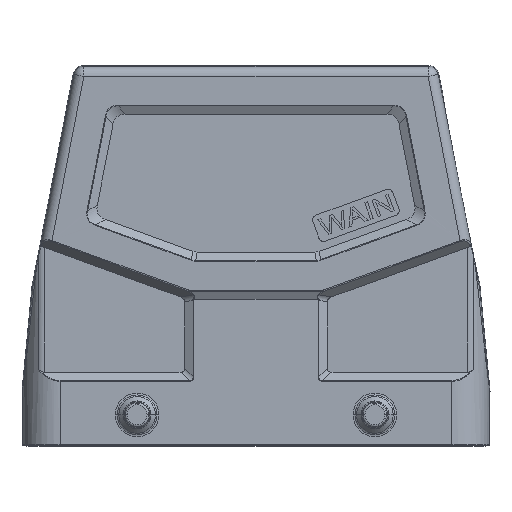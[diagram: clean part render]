
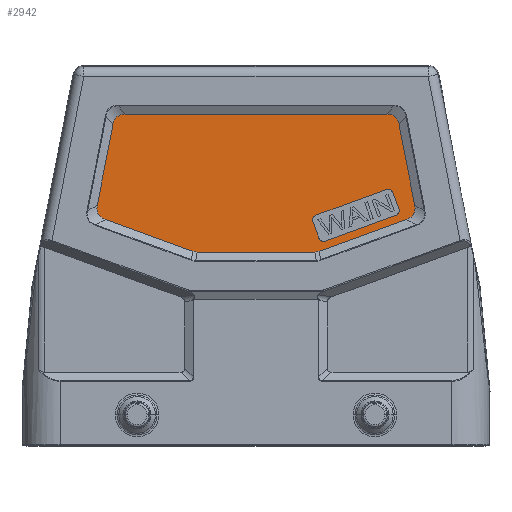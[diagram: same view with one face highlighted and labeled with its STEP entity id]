
A CAD part, top view. The second image highlights one B-rep face of the part: STEP entity #2942.
In plain terms, the highlighted planar face has unit normal (0, 0, 1).
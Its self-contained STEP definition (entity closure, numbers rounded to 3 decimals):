
#438=B_SPLINE_CURVE_WITH_KNOTS('',3,(#19053,#19054,#19055,#19056),
 .UNSPECIFIED.,.F.,.F.,(4,4),(0.,1.),.UNSPECIFIED.);
#439=B_SPLINE_CURVE_WITH_KNOTS('',3,(#19061,#19062,#19063,#19064),
 .UNSPECIFIED.,.F.,.F.,(4,4),(0.,1.),.UNSPECIFIED.);
#440=B_SPLINE_CURVE_WITH_KNOTS('',3,(#19068,#19069,#19070,#19071),
 .UNSPECIFIED.,.F.,.F.,(4,4),(0.,1.),.UNSPECIFIED.);
#441=B_SPLINE_CURVE_WITH_KNOTS('',3,(#19075,#19076,#19077,#19078),
 .UNSPECIFIED.,.F.,.F.,(4,4),(0.,1.),.UNSPECIFIED.);
#442=B_SPLINE_CURVE_WITH_KNOTS('',3,(#19082,#19083,#19084,#19085),
 .UNSPECIFIED.,.F.,.F.,(4,4),(0.,1.),.UNSPECIFIED.);
#443=B_SPLINE_CURVE_WITH_KNOTS('',3,(#19089,#19090,#19091,#19092),
 .UNSPECIFIED.,.F.,.F.,(4,4),(0.,1.),.UNSPECIFIED.);
#653=FACE_BOUND('',#4281,.T.);
#654=FACE_BOUND('',#4282,.T.);
#1343=LINE('',#19020,#2036);
#1347=LINE('',#19034,#2040);
#1352=LINE('',#19047,#2045);
#1354=LINE('',#19051,#2047);
#1355=LINE('',#19059,#2048);
#1356=LINE('',#19066,#2049);
#1357=LINE('',#19073,#2050);
#1358=LINE('',#19080,#2051);
#1359=LINE('',#19087,#2052);
#1360=LINE('',#19094,#2053);
#2036=VECTOR('',#13424,1.);
#2040=VECTOR('',#13438,1.);
#2045=VECTOR('',#13451,1.);
#2047=VECTOR('',#13457,1.);
#2048=VECTOR('',#13460,1.);
#2049=VECTOR('',#13461,1.);
#2050=VECTOR('',#13462,1.);
#2051=VECTOR('',#13463,1.);
#2052=VECTOR('',#13464,1.);
#2053=VECTOR('',#13465,1.);
#2434=PLANE('',#11287);
#2942=ADVANCED_FACE('',(#653,#654),#2434,.F.);
#4281=EDGE_LOOP('',(#6562,#6563,#6564,#6565,#6566,#6567,#6568,#6569,#6570));
#4282=EDGE_LOOP('',(#6571,#6572,#6573,#6574,#6575,#6576,#6577,#6578,#6579,
#6580,#6581,#6582));
#6562=ORIENTED_EDGE('',*,*,#9634,.T.);
#6563=ORIENTED_EDGE('',*,*,#9653,.T.);
#6564=ORIENTED_EDGE('',*,*,#9651,.T.);
#6565=ORIENTED_EDGE('',*,*,#9646,.T.);
#6566=ORIENTED_EDGE('',*,*,#9642,.T.);
#6567=ORIENTED_EDGE('',*,*,#9645,.T.);
#6568=ORIENTED_EDGE('',*,*,#9639,.T.);
#6569=ORIENTED_EDGE('',*,*,#9638,.T.);
#6570=ORIENTED_EDGE('',*,*,#9655,.T.);
#6571=ORIENTED_EDGE('',*,*,#9656,.F.);
#6572=ORIENTED_EDGE('',*,*,#9657,.F.);
#6573=ORIENTED_EDGE('',*,*,#9658,.F.);
#6574=ORIENTED_EDGE('',*,*,#9659,.F.);
#6575=ORIENTED_EDGE('',*,*,#9660,.F.);
#6576=ORIENTED_EDGE('',*,*,#9661,.F.);
#6577=ORIENTED_EDGE('',*,*,#9662,.F.);
#6578=ORIENTED_EDGE('',*,*,#9663,.F.);
#6579=ORIENTED_EDGE('',*,*,#9664,.F.);
#6580=ORIENTED_EDGE('',*,*,#9665,.F.);
#6581=ORIENTED_EDGE('',*,*,#9666,.F.);
#6582=ORIENTED_EDGE('',*,*,#9667,.F.);
#8273=VERTEX_POINT('',#19001);
#8277=VERTEX_POINT('',#19008);
#8278=VERTEX_POINT('',#19012);
#8281=VERTEX_POINT('',#19017);
#8282=VERTEX_POINT('',#19021);
#8284=VERTEX_POINT('',#19027);
#8285=VERTEX_POINT('',#19028);
#8287=VERTEX_POINT('',#19035);
#8289=VERTEX_POINT('',#19041);
#8291=VERTEX_POINT('',#19057);
#8292=VERTEX_POINT('',#19058);
#8293=VERTEX_POINT('',#19060);
#8294=VERTEX_POINT('',#19065);
#8295=VERTEX_POINT('',#19067);
#8296=VERTEX_POINT('',#19072);
#8297=VERTEX_POINT('',#19074);
#8298=VERTEX_POINT('',#19079);
#8299=VERTEX_POINT('',#19081);
#8300=VERTEX_POINT('',#19086);
#8301=VERTEX_POINT('',#19088);
#8302=VERTEX_POINT('',#19093);
#9634=EDGE_CURVE('',#8273,#8277,#10487,.T.);
#9638=EDGE_CURVE('',#8278,#8281,#10489,.T.);
#9639=EDGE_CURVE('',#8282,#8278,#1343,.T.);
#9642=EDGE_CURVE('',#8284,#8285,#10490,.T.);
#9645=EDGE_CURVE('',#8285,#8282,#10492,.T.);
#9646=EDGE_CURVE('',#8287,#8284,#1347,.T.);
#9651=EDGE_CURVE('',#8289,#8287,#10494,.T.);
#9653=EDGE_CURVE('',#8277,#8289,#1352,.T.);
#9655=EDGE_CURVE('',#8281,#8273,#1354,.T.);
#9656=EDGE_CURVE('',#8291,#8292,#438,.T.);
#9657=EDGE_CURVE('',#8293,#8291,#1355,.T.);
#9658=EDGE_CURVE('',#8294,#8293,#439,.T.);
#9659=EDGE_CURVE('',#8295,#8294,#1356,.T.);
#9660=EDGE_CURVE('',#8296,#8295,#440,.T.);
#9661=EDGE_CURVE('',#8297,#8296,#1357,.T.);
#9662=EDGE_CURVE('',#8298,#8297,#441,.T.);
#9663=EDGE_CURVE('',#8299,#8298,#1358,.T.);
#9664=EDGE_CURVE('',#8300,#8299,#442,.T.);
#9665=EDGE_CURVE('',#8301,#8300,#1359,.T.);
#9666=EDGE_CURVE('',#8302,#8301,#443,.T.);
#9667=EDGE_CURVE('',#8292,#8302,#1360,.T.);
#10487=CIRCLE('',#11270,1.);
#10489=CIRCLE('',#11273,1.);
#10490=CIRCLE('',#11276,1.);
#10492=CIRCLE('',#11278,1.);
#10494=CIRCLE('',#11282,1.);
#11270=AXIS2_PLACEMENT_3D('',#19009,#13412,#13413);
#11273=AXIS2_PLACEMENT_3D('',#19018,#13420,#13421);
#11276=AXIS2_PLACEMENT_3D('',#19026,#13429,#13430);
#11278=AXIS2_PLACEMENT_3D('',#19032,#13434,#13435);
#11282=AXIS2_PLACEMENT_3D('',#19044,#13446,#13447);
#11287=AXIS2_PLACEMENT_3D('',#19095,#13466,#13467);
#13412=DIRECTION('',(0.,0.,-1.));
#13413=DIRECTION('',(-0.94,-0.342,0.));
#13420=DIRECTION('',(0.,0.,-1.));
#13421=DIRECTION('',(0.342,-0.94,0.));
#13424=DIRECTION('',(-0.94,-0.342,0.));
#13429=DIRECTION('',(0.,0.,-1.));
#13430=DIRECTION('',(0.94,0.342,0.));
#13434=DIRECTION('',(0.,0.,-1.));
#13435=DIRECTION('',(1.,0.,0.));
#13438=DIRECTION('',(0.342,-0.94,0.));
#13446=DIRECTION('',(0.,0.,-1.));
#13447=DIRECTION('',(-0.342,0.94,0.));
#13451=DIRECTION('',(0.94,0.342,0.));
#13457=DIRECTION('',(-0.342,0.94,0.));
#13460=DIRECTION('',(1.,0.,0.));
#13461=DIRECTION('',(0.191,0.982,0.));
#13462=DIRECTION('',(-0.94,0.342,0.));
#13463=DIRECTION('',(-1.,0.,0.));
#13464=DIRECTION('',(-0.94,-0.342,0.));
#13465=DIRECTION('',(0.191,-0.982,0.));
#13466=DIRECTION('',(0.,0.,-1.));
#13467=DIRECTION('',(-1.,0.,0.));
#19001=CARTESIAN_POINT('',(11.364,12.815,21.5));
#19008=CARTESIAN_POINT('',(11.962,14.097,21.5));
#19009=CARTESIAN_POINT('',(12.304,13.157,21.5));
#19012=CARTESIAN_POINT('',(13.843,8.928,21.5));
#19017=CARTESIAN_POINT('',(12.562,9.526,21.5));
#19018=CARTESIAN_POINT('',(13.501,9.868,21.5));
#19020=CARTESIAN_POINT('',(27.939,14.059,21.5));
#19021=CARTESIAN_POINT('',(27.939,14.059,21.5));
#19026=CARTESIAN_POINT('',(27.597,14.998,21.5));
#19027=CARTESIAN_POINT('',(28.536,15.34,21.5));
#19028=CARTESIAN_POINT('',(28.597,14.998,21.5));
#19032=CARTESIAN_POINT('',(27.597,14.998,21.5));
#19034=CARTESIAN_POINT('',(27.339,18.629,21.5));
#19035=CARTESIAN_POINT('',(27.339,18.629,21.5));
#19041=CARTESIAN_POINT('',(26.058,19.227,21.5));
#19044=CARTESIAN_POINT('',(26.4,18.287,21.5));
#19047=CARTESIAN_POINT('',(11.962,14.097,21.5));
#19051=CARTESIAN_POINT('',(12.562,9.526,21.5));
#19053=CARTESIAN_POINT('',(26.116,34.268,21.5));
#19054=CARTESIAN_POINT('',(27.478,34.268,21.5));
#19055=CARTESIAN_POINT('',(28.31,33.582,21.5));
#19056=CARTESIAN_POINT('',(28.57,32.245,21.5));
#19057=CARTESIAN_POINT('',(26.116,34.268,21.5));
#19058=CARTESIAN_POINT('',(28.57,32.245,21.5));
#19059=CARTESIAN_POINT('',(-26.116,34.268,21.5));
#19060=CARTESIAN_POINT('',(-26.116,34.268,21.5));
#19061=CARTESIAN_POINT('',(-28.57,32.245,21.5));
#19062=CARTESIAN_POINT('',(-28.31,33.582,21.5));
#19063=CARTESIAN_POINT('',(-27.478,34.268,21.5));
#19064=CARTESIAN_POINT('',(-26.116,34.268,21.5));
#19065=CARTESIAN_POINT('',(-28.57,32.245,21.5));
#19066=CARTESIAN_POINT('',(-31.712,16.08,21.5));
#19067=CARTESIAN_POINT('',(-31.712,16.08,21.5));
#19068=CARTESIAN_POINT('',(-30.113,13.254,21.5));
#19069=CARTESIAN_POINT('',(-31.439,13.736,21.5));
#19070=CARTESIAN_POINT('',(-31.981,14.695,21.5));
#19071=CARTESIAN_POINT('',(-31.712,16.08,21.5));
#19072=CARTESIAN_POINT('',(-30.113,13.254,21.5));
#19073=CARTESIAN_POINT('',(-12.609,6.883,21.5));
#19074=CARTESIAN_POINT('',(-12.609,6.883,21.5));
#19075=CARTESIAN_POINT('',(-11.754,6.732,21.5));
#19076=CARTESIAN_POINT('',(-12.047,6.732,21.5));
#19077=CARTESIAN_POINT('',(-12.333,6.783,21.5));
#19078=CARTESIAN_POINT('',(-12.609,6.883,21.5));
#19079=CARTESIAN_POINT('',(-11.754,6.732,21.5));
#19080=CARTESIAN_POINT('',(11.754,6.732,21.5));
#19081=CARTESIAN_POINT('',(11.754,6.732,21.5));
#19082=CARTESIAN_POINT('',(12.609,6.883,21.5));
#19083=CARTESIAN_POINT('',(12.333,6.783,21.5));
#19084=CARTESIAN_POINT('',(12.047,6.732,21.5));
#19085=CARTESIAN_POINT('',(11.754,6.732,21.5));
#19086=CARTESIAN_POINT('',(12.609,6.883,21.5));
#19087=CARTESIAN_POINT('',(30.113,13.254,21.5));
#19088=CARTESIAN_POINT('',(30.113,13.254,21.5));
#19089=CARTESIAN_POINT('',(31.712,16.08,21.5));
#19090=CARTESIAN_POINT('',(31.981,14.695,21.5));
#19091=CARTESIAN_POINT('',(31.439,13.736,21.5));
#19092=CARTESIAN_POINT('',(30.113,13.254,21.5));
#19093=CARTESIAN_POINT('',(31.712,16.08,21.5));
#19094=CARTESIAN_POINT('',(28.57,32.245,21.5));
#19095=CARTESIAN_POINT('',(-34.102,12.862,21.5));
